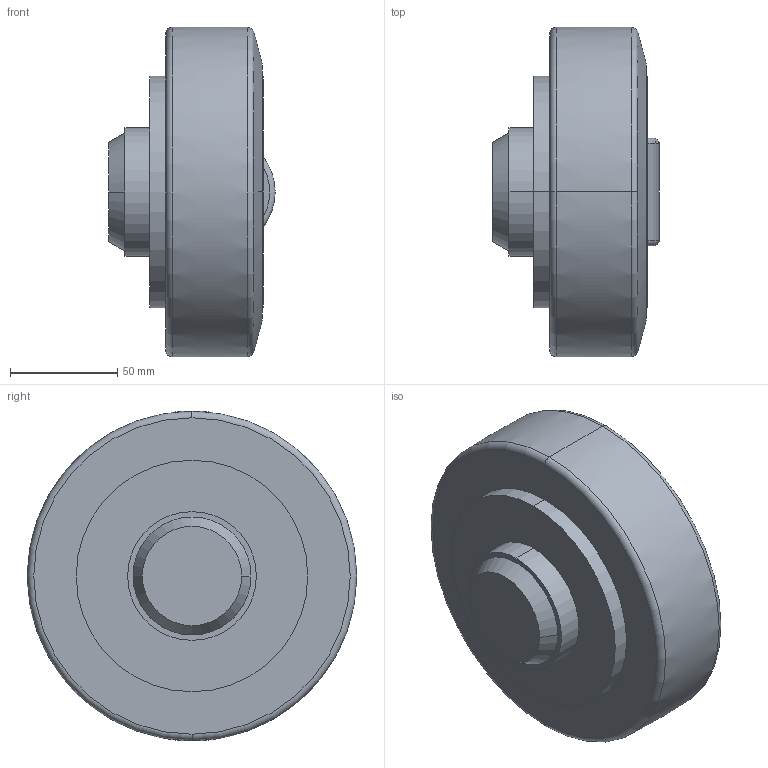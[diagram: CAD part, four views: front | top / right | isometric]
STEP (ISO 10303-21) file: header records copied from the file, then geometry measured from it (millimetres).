
FILE_DESCRIPTION(('STEP AP203'),'1');
FILE_NAME('pr_4_463.stp','2014-08-06T07:00:58',('TraceParts'),('TraceParts S.A.'),'XStep 1.0',' ',' ');
FILE_SCHEMA(('CONFIG_CONTROL_DESIGN'));
Length unit declared in the file: millimetre
Products named in the file (1): 1
Bounding box: 77.5 x 153.78 x 153.78 mm (x, y, z)
Volume: 940290.3 mm3; surface area: 63638.7 mm2
Topology: 1 solids, 1 shells, 38 faces, 88 edges, 57 vertices
Faces by surface type: plane 18, cylinder 8, torus 8, cone 4
Entity records: 1311 total; most frequent: CARTESIAN_POINT 368, DIRECTION 205, ORIENTED_EDGE 176, EDGE_CURVE 88, AXIS2_PLACEMENT_3D 86, VERTEX_POINT 57, CIRCLE 47, EDGE_LOOP 43
